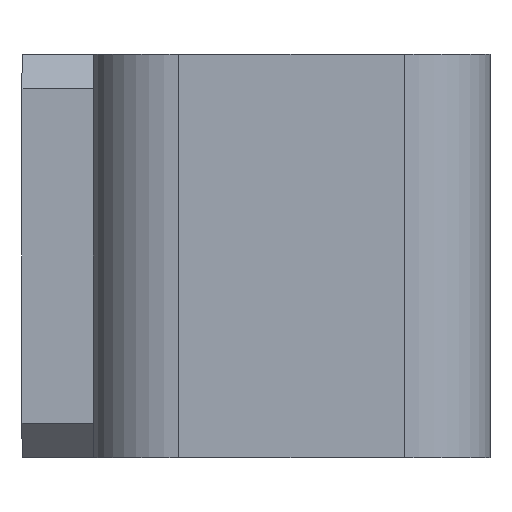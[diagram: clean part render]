
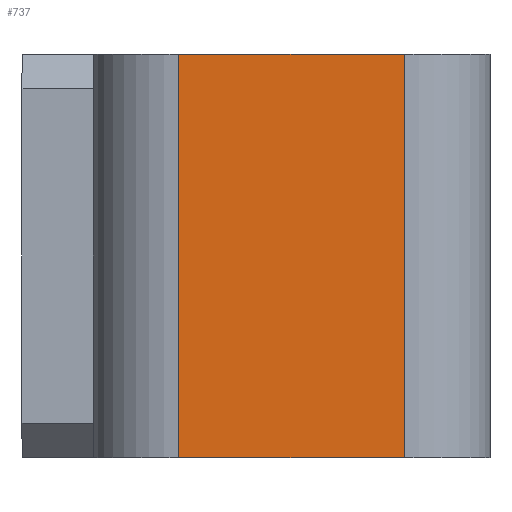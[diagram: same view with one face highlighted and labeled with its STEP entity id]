
A CAD part, left-side view. The second image highlights one B-rep face of the part: STEP entity #737.
In plain terms, the highlighted planar face has unit normal (-1, 0, 0).
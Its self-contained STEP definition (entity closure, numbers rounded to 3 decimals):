
#6 = VECTOR ( 'NONE', #907, 1000. ) ;
#110 = VECTOR ( 'NONE', #719, 1000. ) ;
#157 = VECTOR ( 'NONE', #1481, 1000. ) ;
#162 = VECTOR ( 'NONE', #913, 1000. ) ;
#183 = PLANE ( 'NONE',  #286 ) ;
#208 = LINE ( 'NONE', #328, #110 ) ;
#223 = ORIENTED_EDGE ( 'NONE', *, *, #809, .F. ) ;
#286 = AXIS2_PLACEMENT_3D ( 'NONE', #435, #417, #1362 ) ;
#328 = CARTESIAN_POINT ( 'NONE',  ( -1.115, 0.15, -0.625 ) ) ;
#373 = EDGE_CURVE ( 'NONE', #990, #607, #208, .T. ) ;
#417 = DIRECTION ( 'NONE',  ( -1., 0., 0. ) ) ;
#435 = CARTESIAN_POINT ( 'NONE',  ( -1.115, 0.15, -0.625 ) ) ;
#607 = VERTEX_POINT ( 'NONE', #1413 ) ;
#711 = CARTESIAN_POINT ( 'NONE',  ( -1.115, 0.15, 0.625 ) ) ;
#719 = DIRECTION ( 'NONE',  ( 0., -1., 0. ) ) ;
#728 = VERTEX_POINT ( 'NONE', #1316 ) ;
#737 = ADVANCED_FACE ( 'NONE', ( #1574 ), #183, .T. ) ;
#762 = CARTESIAN_POINT ( 'NONE',  ( -1.115, 0.15, 0.625 ) ) ;
#809 = EDGE_CURVE ( 'NONE', #728, #1106, #1242, .T. ) ;
#907 = DIRECTION ( 'NONE',  ( 0., -1., 0. ) ) ;
#913 = DIRECTION ( 'NONE',  ( 0., 0., 1. ) ) ;
#938 = CARTESIAN_POINT ( 'NONE',  ( -1.115, 0.85, -0.625 ) ) ;
#990 = VERTEX_POINT ( 'NONE', #938 ) ;
#995 = CARTESIAN_POINT ( 'NONE',  ( -1.115, 0.15, -0.625 ) ) ;
#1106 = VERTEX_POINT ( 'NONE', #711 ) ;
#1182 = EDGE_LOOP ( 'NONE', ( #223, #1459, #1256, #1462 ) ) ;
#1242 = LINE ( 'NONE', #762, #6 ) ;
#1256 = ORIENTED_EDGE ( 'NONE', *, *, #373, .T. ) ;
#1316 = CARTESIAN_POINT ( 'NONE',  ( -1.115, 0.85, 0.625 ) ) ;
#1331 = EDGE_CURVE ( 'NONE', #990, #728, #1522, .T. ) ;
#1346 = LINE ( 'NONE', #995, #157 ) ;
#1362 = DIRECTION ( 'NONE',  ( 0., 0., 1. ) ) ;
#1413 = CARTESIAN_POINT ( 'NONE',  ( -1.115, 0.15, -0.625 ) ) ;
#1459 = ORIENTED_EDGE ( 'NONE', *, *, #1331, .F. ) ;
#1462 = ORIENTED_EDGE ( 'NONE', *, *, #1605, .T. ) ;
#1481 = DIRECTION ( 'NONE',  ( 0., 0., 1. ) ) ;
#1522 = LINE ( 'NONE', #1539, #162 ) ;
#1539 = CARTESIAN_POINT ( 'NONE',  ( -1.115, 0.85, -0.625 ) ) ;
#1574 = FACE_OUTER_BOUND ( 'NONE', #1182, .T. ) ;
#1605 = EDGE_CURVE ( 'NONE', #607, #1106, #1346, .T. ) ;
